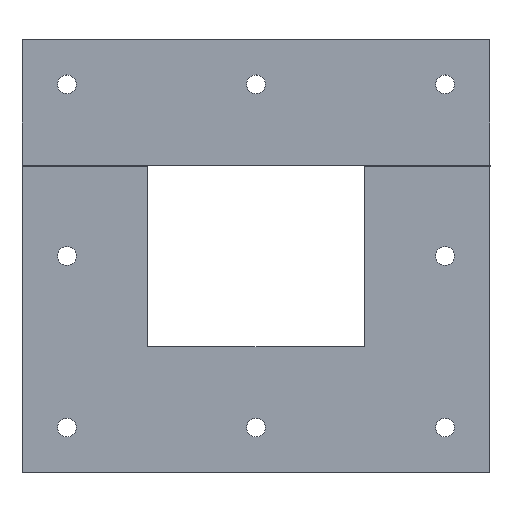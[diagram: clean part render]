
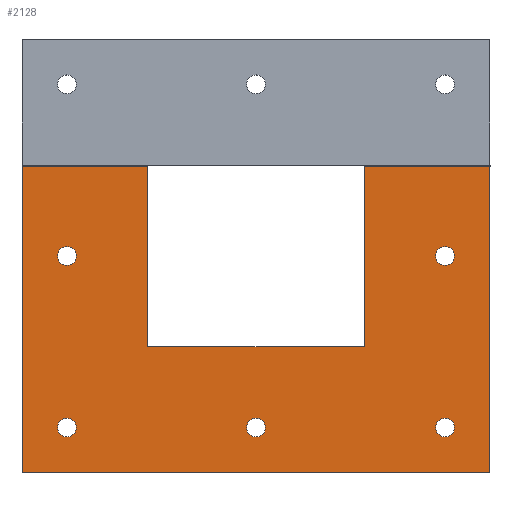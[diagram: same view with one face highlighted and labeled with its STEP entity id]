
A CAD part, top view. The second image highlights one B-rep face of the part: STEP entity #2128.
In plain terms, the highlighted planar face has unit normal (0, 0, 1).
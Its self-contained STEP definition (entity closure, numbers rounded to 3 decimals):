
#181=FACE_BOUND('',#502,.T.);
#182=FACE_BOUND('',#503,.T.);
#183=FACE_BOUND('',#504,.T.);
#184=FACE_BOUND('',#505,.T.);
#185=FACE_BOUND('',#506,.T.);
#265=CIRCLE('',#2445,5.25);
#266=CIRCLE('',#2446,5.25);
#267=CIRCLE('',#2447,5.25);
#268=CIRCLE('',#2448,5.25);
#269=CIRCLE('',#2449,5.25);
#370=FACE_OUTER_BOUND('',#501,.T.);
#501=EDGE_LOOP('',(#1601,#1602,#1603,#1604,#1605,#1606,#1607,#1608));
#502=EDGE_LOOP('',(#1609));
#503=EDGE_LOOP('',(#1610));
#504=EDGE_LOOP('',(#1611));
#505=EDGE_LOOP('',(#1612));
#506=EDGE_LOOP('',(#1613));
#693=LINE('',#3409,#863);
#698=LINE('',#3419,#868);
#701=LINE('',#3426,#871);
#712=LINE('',#3448,#882);
#713=LINE('',#3450,#883);
#714=LINE('',#3452,#884);
#715=LINE('',#3453,#885);
#716=LINE('',#3454,#886);
#863=VECTOR('',#2768,10.);
#868=VECTOR('',#2775,10.);
#871=VECTOR('',#2780,10.);
#882=VECTOR('',#2799,10.);
#883=VECTOR('',#2800,10.);
#884=VECTOR('',#2801,10.);
#885=VECTOR('',#2802,10.);
#886=VECTOR('',#2803,10.);
#1037=VERTEX_POINT('',#3407);
#1038=VERTEX_POINT('',#3408);
#1041=VERTEX_POINT('',#3416);
#1042=VERTEX_POINT('',#3418);
#1044=VERTEX_POINT('',#3424);
#1045=VERTEX_POINT('',#3425);
#1053=VERTEX_POINT('',#3449);
#1054=VERTEX_POINT('',#3451);
#1055=VERTEX_POINT('',#3455);
#1056=VERTEX_POINT('',#3457);
#1057=VERTEX_POINT('',#3459);
#1058=VERTEX_POINT('',#3461);
#1059=VERTEX_POINT('',#3463);
#1243=EDGE_CURVE('',#1037,#1038,#693,.T.);
#1248=EDGE_CURVE('',#1042,#1041,#698,.T.);
#1251=EDGE_CURVE('',#1044,#1045,#701,.T.);
#1264=EDGE_CURVE('',#1041,#1044,#712,.T.);
#1265=EDGE_CURVE('',#1045,#1053,#713,.T.);
#1266=EDGE_CURVE('',#1053,#1054,#714,.T.);
#1267=EDGE_CURVE('',#1054,#1037,#715,.T.);
#1268=EDGE_CURVE('',#1038,#1042,#716,.T.);
#1269=EDGE_CURVE('',#1055,#1055,#265,.T.);
#1270=EDGE_CURVE('',#1056,#1056,#266,.T.);
#1271=EDGE_CURVE('',#1057,#1057,#267,.T.);
#1272=EDGE_CURVE('',#1058,#1058,#268,.T.);
#1273=EDGE_CURVE('',#1059,#1059,#269,.T.);
#1601=ORIENTED_EDGE('',*,*,#1248,.T.);
#1602=ORIENTED_EDGE('',*,*,#1264,.T.);
#1603=ORIENTED_EDGE('',*,*,#1251,.T.);
#1604=ORIENTED_EDGE('',*,*,#1265,.T.);
#1605=ORIENTED_EDGE('',*,*,#1266,.T.);
#1606=ORIENTED_EDGE('',*,*,#1267,.T.);
#1607=ORIENTED_EDGE('',*,*,#1243,.T.);
#1608=ORIENTED_EDGE('',*,*,#1268,.T.);
#1609=ORIENTED_EDGE('',*,*,#1269,.T.);
#1610=ORIENTED_EDGE('',*,*,#1270,.T.);
#1611=ORIENTED_EDGE('',*,*,#1271,.T.);
#1612=ORIENTED_EDGE('',*,*,#1272,.T.);
#1613=ORIENTED_EDGE('',*,*,#1273,.T.);
#2052=PLANE('',#2444);
#2128=ADVANCED_FACE('',(#370,#181,#182,#183,#184,#185),#2052,.T.);
#2444=AXIS2_PLACEMENT_3D('',#3447,#2797,#2798);
#2445=AXIS2_PLACEMENT_3D('',#3456,#2804,#2805);
#2446=AXIS2_PLACEMENT_3D('',#3458,#2806,#2807);
#2447=AXIS2_PLACEMENT_3D('',#3460,#2808,#2809);
#2448=AXIS2_PLACEMENT_3D('',#3462,#2810,#2811);
#2449=AXIS2_PLACEMENT_3D('',#3464,#2812,#2813);
#2768=DIRECTION('',(0.,1.,0.));
#2775=DIRECTION('',(0.,-1.,0.));
#2780=DIRECTION('',(0.,1.,0.));
#2797=DIRECTION('center_axis',(0.,0.,1.));
#2798=DIRECTION('ref_axis',(1.,0.,0.));
#2799=DIRECTION('',(1.,0.,0.));
#2800=DIRECTION('',(-1.,0.,0.));
#2801=DIRECTION('',(0.,-1.,0.));
#2802=DIRECTION('',(-1.,0.,0.));
#2803=DIRECTION('',(-1.,0.,0.));
#2804=DIRECTION('center_axis',(0.,0.,-1.));
#2805=DIRECTION('ref_axis',(1.,0.,0.));
#2806=DIRECTION('center_axis',(0.,0.,-1.));
#2807=DIRECTION('ref_axis',(1.,0.,0.));
#2808=DIRECTION('center_axis',(0.,0.,-1.));
#2809=DIRECTION('ref_axis',(1.,0.,0.));
#2810=DIRECTION('center_axis',(0.,0.,-1.));
#2811=DIRECTION('ref_axis',(1.,0.,0.));
#2812=DIRECTION('center_axis',(0.,0.,-1.));
#2813=DIRECTION('ref_axis',(1.,0.,0.));
#3407=CARTESIAN_POINT('',(-60.25,-50.5,0.));
#3408=CARTESIAN_POINT('',(-60.25,50.,0.));
#3409=CARTESIAN_POINT('',(-60.25,-25.25,0.));
#3416=CARTESIAN_POINT('',(-130.25,-120.5,0.));
#3418=CARTESIAN_POINT('',(-130.25,50.,0.));
#3419=CARTESIAN_POINT('',(-130.25,120.5,0.));
#3424=CARTESIAN_POINT('',(130.25,-120.5,0.));
#3425=CARTESIAN_POINT('',(130.25,50.,0.));
#3426=CARTESIAN_POINT('',(130.25,-120.5,0.));
#3447=CARTESIAN_POINT('Origin',(0.,0.,
0.));
#3448=CARTESIAN_POINT('',(-130.25,-120.5,0.));
#3449=CARTESIAN_POINT('',(60.25,50.,0.));
#3450=CARTESIAN_POINT('',(65.125,50.,0.));
#3451=CARTESIAN_POINT('',(60.25,-50.5,0.));
#3452=CARTESIAN_POINT('',(60.25,25.25,0.));
#3453=CARTESIAN_POINT('',(30.125,-50.5,0.));
#3454=CARTESIAN_POINT('',(65.125,50.,0.));
#3455=CARTESIAN_POINT('',(-110.5,-95.5,0.));
#3456=CARTESIAN_POINT('Origin',(-105.25,-95.5,0.));
#3457=CARTESIAN_POINT('',(-110.5,0.,0.));
#3458=CARTESIAN_POINT('Origin',(-105.25,0.,0.));
#3459=CARTESIAN_POINT('',(-5.25,-95.5,0.));
#3460=CARTESIAN_POINT('Origin',(0.,-95.5,
0.));
#3461=CARTESIAN_POINT('',(100.,-95.5,0.));
#3462=CARTESIAN_POINT('Origin',(105.25,-95.5,0.));
#3463=CARTESIAN_POINT('',(100.,0.,0.));
#3464=CARTESIAN_POINT('Origin',(105.25,0.,0.));
